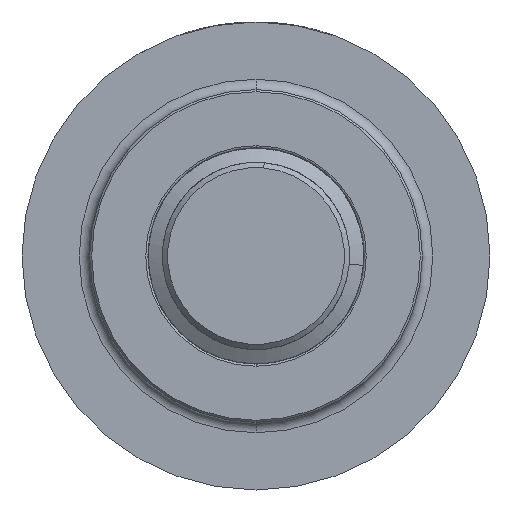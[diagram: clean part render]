
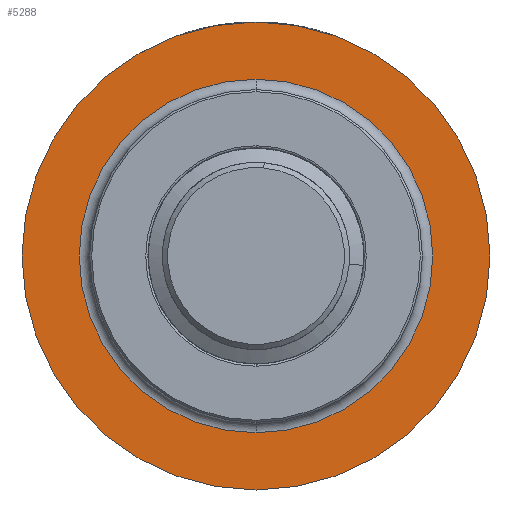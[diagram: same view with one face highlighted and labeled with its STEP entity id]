
A CAD part, front view. The second image highlights one B-rep face of the part: STEP entity #5288.
In plain terms, the highlighted planar face has unit normal (0, -1, 0).
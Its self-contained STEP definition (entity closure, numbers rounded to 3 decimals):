
#315 = DIRECTION ( 'NONE',  ( 0., -1., 0. ) ) ;
#335 = PLANE ( 'NONE',  #4307 ) ;
#538 = EDGE_CURVE ( 'NONE', #6189, #1258, #4663, .T. ) ;
#1061 = AXIS2_PLACEMENT_3D ( 'NONE', #5873, #2769, #7195 ) ;
#1258 = VERTEX_POINT ( 'NONE', #3670 ) ;
#1270 = CIRCLE ( 'NONE', #7339, 17. ) ;
#1429 = DIRECTION ( 'NONE',  ( 0., 0., -1. ) ) ;
#2151 = CARTESIAN_POINT ( 'NONE',  ( 0., 1.42, 17. ) ) ;
#2324 = CARTESIAN_POINT ( 'NONE',  ( 0., 1.42, 0. ) ) ;
#2592 = VERTEX_POINT ( 'NONE', #6803 ) ;
#2769 = DIRECTION ( 'NONE',  ( 0., -1., 0. ) ) ;
#2899 = ORIENTED_EDGE ( 'NONE', *, *, #5174, .F. ) ;
#3293 = VERTEX_POINT ( 'NONE', #2151 ) ;
#3549 = DIRECTION ( 'NONE',  ( 0., 0., -1. ) ) ;
#3670 = CARTESIAN_POINT ( 'NONE',  ( 0., 1.42, 22.5 ) ) ;
#3988 = DIRECTION ( 'NONE',  ( 0., -1., 0. ) ) ;
#4013 = EDGE_CURVE ( 'NONE', #1258, #6189, #6537, .T. ) ;
#4179 = EDGE_LOOP ( 'NONE', ( #5516, #2899 ) ) ;
#4307 = AXIS2_PLACEMENT_3D ( 'NONE', #5396, #7159, #4800 ) ;
#4391 = EDGE_LOOP ( 'NONE', ( #7092, #5301 ) ) ;
#4559 = DIRECTION ( 'NONE',  ( 0., 0., -1. ) ) ;
#4663 = CIRCLE ( 'NONE', #1061, 22.5 ) ;
#4719 = DIRECTION ( 'NONE',  ( 0., -1., 0. ) ) ;
#4800 = DIRECTION ( 'NONE',  ( 0., 0., -1. ) ) ;
#4969 = CIRCLE ( 'NONE', #7074, 17. ) ;
#5110 = EDGE_CURVE ( 'NONE', #2592, #3293, #4969, .T. ) ;
#5174 = EDGE_CURVE ( 'NONE', #3293, #2592, #1270, .T. ) ;
#5288 = ADVANCED_FACE ( 'NONE', ( #7285, #6431 ), #335, .T. ) ;
#5301 = ORIENTED_EDGE ( 'NONE', *, *, #4013, .T. ) ;
#5396 = CARTESIAN_POINT ( 'NONE',  ( 17., 1.42, 0. ) ) ;
#5516 = ORIENTED_EDGE ( 'NONE', *, *, #5110, .F. ) ;
#5873 = CARTESIAN_POINT ( 'NONE',  ( 0., 1.42, 0. ) ) ;
#6189 = VERTEX_POINT ( 'NONE', #6789 ) ;
#6215 = AXIS2_PLACEMENT_3D ( 'NONE', #2324, #4719, #3549 ) ;
#6431 = FACE_BOUND ( 'NONE', #4179, .T. ) ;
#6537 = CIRCLE ( 'NONE', #6215, 22.5 ) ;
#6789 = CARTESIAN_POINT ( 'NONE',  ( 0., 1.42, -22.5 ) ) ;
#6803 = CARTESIAN_POINT ( 'NONE',  ( 0., 1.42, -17. ) ) ;
#7074 = AXIS2_PLACEMENT_3D ( 'NONE', #7695, #315, #4559 ) ;
#7092 = ORIENTED_EDGE ( 'NONE', *, *, #538, .T. ) ;
#7105 = CARTESIAN_POINT ( 'NONE',  ( 0., 1.42, 0. ) ) ;
#7159 = DIRECTION ( 'NONE',  ( 0., -1., 0. ) ) ;
#7195 = DIRECTION ( 'NONE',  ( 0., 0., -1. ) ) ;
#7285 = FACE_OUTER_BOUND ( 'NONE', #4391, .T. ) ;
#7339 = AXIS2_PLACEMENT_3D ( 'NONE', #7105, #3988, #1429 ) ;
#7695 = CARTESIAN_POINT ( 'NONE',  ( 0., 1.42, 0. ) ) ;
